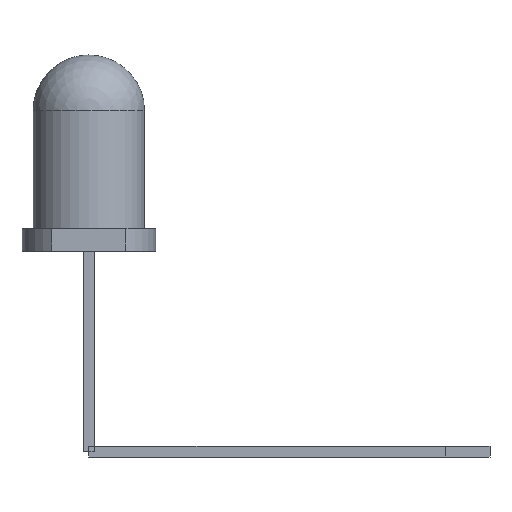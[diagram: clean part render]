
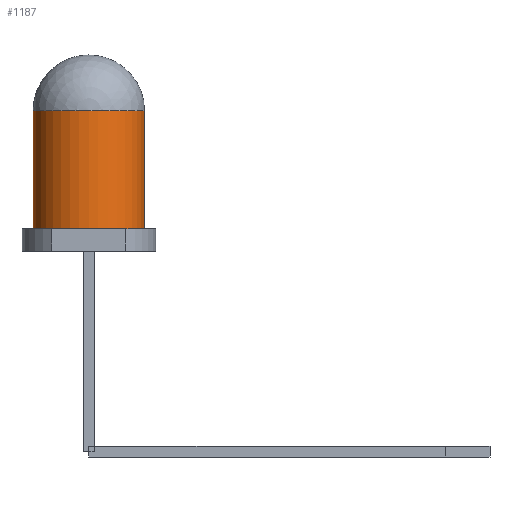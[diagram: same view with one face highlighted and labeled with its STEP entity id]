
A CAD part, left-side view. The second image highlights one B-rep face of the part: STEP entity #1187.
In plain terms, the highlighted cylindrical face has radius 2.5 mm (diameter 5 mm), a partial arc.
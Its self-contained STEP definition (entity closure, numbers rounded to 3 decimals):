
#354 = VERTEX_POINT('',#355);
#355 = CARTESIAN_POINT('',(0.,-2.5,6.3));
#363 = CYLINDRICAL_SURFACE('',#364,2.5);
#364 = AXIS2_PLACEMENT_3D('',#365,#366,#367);
#365 = CARTESIAN_POINT('',(0.,0.,1.));
#366 = DIRECTION('',(0.,0.,-1.));
#367 = DIRECTION('',(0.,1.,0.));
#409 = EDGE_CURVE('',#354,#410,#412,.T.);
#410 = VERTEX_POINT('',#411);
#411 = CARTESIAN_POINT('',(0.,-2.5,1.));
#412 = SURFACE_CURVE('',#413,(#417,#424),.PCURVE_S1.);
#413 = LINE('',#414,#415);
#414 = CARTESIAN_POINT('',(0.,-2.5,1.));
#415 = VECTOR('',#416,1.);
#416 = DIRECTION('',(0.,0.,-1.));
#417 = PCURVE('',#363,#418);
#418 = DEFINITIONAL_REPRESENTATION('',(#419),#423);
#419 = LINE('',#420,#421);
#420 = CARTESIAN_POINT('',(3.142,0.));
#421 = VECTOR('',#422,1.);
#422 = DIRECTION('',(0.,1.));
#423 = ( GEOMETRIC_REPRESENTATION_CONTEXT(2) 
PARAMETRIC_REPRESENTATION_CONTEXT() REPRESENTATION_CONTEXT('2D SPACE',''
  ) );
#424 = PCURVE('',#425,#430);
#425 = CYLINDRICAL_SURFACE('',#426,2.5);
#426 = AXIS2_PLACEMENT_3D('',#427,#428,#429);
#427 = CARTESIAN_POINT('',(0.,0.,1.));
#428 = DIRECTION('',(0.,0.,-1.));
#429 = DIRECTION('',(0.,1.,0.));
#430 = DEFINITIONAL_REPRESENTATION('',(#431),#435);
#431 = LINE('',#432,#433);
#432 = CARTESIAN_POINT('',(3.142,0.));
#433 = VECTOR('',#434,1.);
#434 = DIRECTION('',(0.,1.));
#435 = ( GEOMETRIC_REPRESENTATION_CONTEXT(2) 
PARAMETRIC_REPRESENTATION_CONTEXT() REPRESENTATION_CONTEXT('2D SPACE',''
  ) );
#438 = VERTEX_POINT('',#439);
#439 = CARTESIAN_POINT('',(0.,2.5,1.));
#454 = PLANE('',#455);
#455 = AXIS2_PLACEMENT_3D('',#456,#457,#458);
#456 = CARTESIAN_POINT('',(0.,0.,1.));
#457 = DIRECTION('',(0.,0.,1.));
#458 = DIRECTION('',(1.,0.,0.));
#466 = EDGE_CURVE('',#467,#438,#469,.T.);
#467 = VERTEX_POINT('',#468);
#468 = CARTESIAN_POINT('',(0.,2.5,6.3));
#469 = SURFACE_CURVE('',#470,(#474,#481),.PCURVE_S1.);
#470 = LINE('',#471,#472);
#471 = CARTESIAN_POINT('',(0.,2.5,1.));
#472 = VECTOR('',#473,1.);
#473 = DIRECTION('',(0.,0.,-1.));
#474 = PCURVE('',#363,#475);
#475 = DEFINITIONAL_REPRESENTATION('',(#476),#480);
#476 = LINE('',#477,#478);
#477 = CARTESIAN_POINT('',(0.,0.));
#478 = VECTOR('',#479,1.);
#479 = DIRECTION('',(0.,1.));
#480 = ( GEOMETRIC_REPRESENTATION_CONTEXT(2) 
PARAMETRIC_REPRESENTATION_CONTEXT() REPRESENTATION_CONTEXT('2D SPACE',''
  ) );
#481 = PCURVE('',#425,#482);
#482 = DEFINITIONAL_REPRESENTATION('',(#483),#487);
#483 = LINE('',#484,#485);
#484 = CARTESIAN_POINT('',(6.283,0.));
#485 = VECTOR('',#486,1.);
#486 = DIRECTION('',(0.,1.));
#487 = ( GEOMETRIC_REPRESENTATION_CONTEXT(2) 
PARAMETRIC_REPRESENTATION_CONTEXT() REPRESENTATION_CONTEXT('2D SPACE',''
  ) );
#575 = SPHERICAL_SURFACE('',#576,2.5);
#576 = AXIS2_PLACEMENT_3D('',#577,#578,#579);
#577 = CARTESIAN_POINT('',(0.,0.,6.3));
#578 = DIRECTION('',(1.,0.,0.));
#579 = DIRECTION('',(0.,1.,0.));
#749 = VERTEX_POINT('',#750);
#750 = CARTESIAN_POINT('',(-2.5,0.,1.));
#795 = EDGE_CURVE('',#438,#749,#796,.T.);
#796 = SURFACE_CURVE('',#797,(#802,#809),.PCURVE_S1.);
#797 = CIRCLE('',#798,2.5);
#798 = AXIS2_PLACEMENT_3D('',#799,#800,#801);
#799 = CARTESIAN_POINT('',(0.,0.,1.));
#800 = DIRECTION('',(0.,0.,1.));
#801 = DIRECTION('',(1.,0.,0.));
#802 = PCURVE('',#454,#803);
#803 = DEFINITIONAL_REPRESENTATION('',(#804),#808);
#804 = CIRCLE('',#805,2.5);
#805 = AXIS2_PLACEMENT_2D('',#806,#807);
#806 = CARTESIAN_POINT('',(0.,0.));
#807 = DIRECTION('',(1.,0.));
#808 = ( GEOMETRIC_REPRESENTATION_CONTEXT(2) 
PARAMETRIC_REPRESENTATION_CONTEXT() REPRESENTATION_CONTEXT('2D SPACE',''
  ) );
#809 = PCURVE('',#425,#810);
#810 = DEFINITIONAL_REPRESENTATION('',(#811),#815);
#811 = LINE('',#812,#813);
#812 = CARTESIAN_POINT('',(7.854,0.));
#813 = VECTOR('',#814,1.);
#814 = DIRECTION('',(-1.,0.));
#815 = ( GEOMETRIC_REPRESENTATION_CONTEXT(2) 
PARAMETRIC_REPRESENTATION_CONTEXT() REPRESENTATION_CONTEXT('2D SPACE',''
  ) );
#818 = EDGE_CURVE('',#749,#410,#819,.T.);
#819 = SURFACE_CURVE('',#820,(#825,#832),.PCURVE_S1.);
#820 = CIRCLE('',#821,2.5);
#821 = AXIS2_PLACEMENT_3D('',#822,#823,#824);
#822 = CARTESIAN_POINT('',(0.,0.,1.));
#823 = DIRECTION('',(0.,0.,1.));
#824 = DIRECTION('',(1.,0.,0.));
#825 = PCURVE('',#454,#826);
#826 = DEFINITIONAL_REPRESENTATION('',(#827),#831);
#827 = CIRCLE('',#828,2.5);
#828 = AXIS2_PLACEMENT_2D('',#829,#830);
#829 = CARTESIAN_POINT('',(0.,0.));
#830 = DIRECTION('',(1.,0.));
#831 = ( GEOMETRIC_REPRESENTATION_CONTEXT(2) 
PARAMETRIC_REPRESENTATION_CONTEXT() REPRESENTATION_CONTEXT('2D SPACE',''
  ) );
#832 = PCURVE('',#425,#833);
#833 = DEFINITIONAL_REPRESENTATION('',(#834),#838);
#834 = LINE('',#835,#836);
#835 = CARTESIAN_POINT('',(7.854,0.));
#836 = VECTOR('',#837,1.);
#837 = DIRECTION('',(-1.,0.));
#838 = ( GEOMETRIC_REPRESENTATION_CONTEXT(2) 
PARAMETRIC_REPRESENTATION_CONTEXT() REPRESENTATION_CONTEXT('2D SPACE',''
  ) );
#1098 = EDGE_CURVE('',#1099,#467,#1101,.T.);
#1099 = VERTEX_POINT('',#1100);
#1100 = CARTESIAN_POINT('',(-2.5,0.,6.3));
#1101 = SURFACE_CURVE('',#1102,(#1107,#1136),.PCURVE_S1.);
#1102 = CIRCLE('',#1103,2.5);
#1103 = AXIS2_PLACEMENT_3D('',#1104,#1105,#1106);
#1104 = CARTESIAN_POINT('',(0.,0.,6.3));
#1105 = DIRECTION('',(0.,0.,-1.));
#1106 = DIRECTION('',(0.,1.,0.));
#1107 = PCURVE('',#575,#1108);
#1108 = DEFINITIONAL_REPRESENTATION('',(#1109),#1135);
#1109 = B_SPLINE_CURVE_WITH_KNOTS('',3,(#1110,#1111,#1112,#1113,#1114,
    #1115,#1116,#1117,#1118,#1119,#1120,#1121,#1122,#1123,#1124,#1125,
    #1126,#1127,#1128,#1129,#1130,#1131,#1132,#1133,#1134),
  .UNSPECIFIED.,.F.,.F.,(4,1,1,1,1,1,1,1,1,1,1,1,1,1,1,1,1,1,1,1,1,1,4),
  (4.712,4.784,4.855,4.927,
    4.998,5.069,5.141,5.212,
    5.284,5.355,5.426,5.498,
    5.569,5.641,5.712,5.783,
    5.855,5.926,5.998,6.069,
    6.14,6.212,6.283),.QUASI_UNIFORM_KNOTS.);
#1110 = CARTESIAN_POINT('',(0.,-1.571));
#1111 = CARTESIAN_POINT('',(0.,-1.547));
#1112 = CARTESIAN_POINT('',(0.,-1.499));
#1113 = CARTESIAN_POINT('',(0.,-1.428));
#1114 = CARTESIAN_POINT('',(0.,-1.357));
#1115 = CARTESIAN_POINT('',(0.,-1.285));
#1116 = CARTESIAN_POINT('',(0.,-1.214));
#1117 = CARTESIAN_POINT('',(0.,-1.142));
#1118 = CARTESIAN_POINT('',(0.,-1.071));
#1119 = CARTESIAN_POINT('',(0.,-1.));
#1120 = CARTESIAN_POINT('',(0.,-0.928));
#1121 = CARTESIAN_POINT('',(0.,-0.857));
#1122 = CARTESIAN_POINT('',(0.,-0.785));
#1123 = CARTESIAN_POINT('',(0.,-0.714));
#1124 = CARTESIAN_POINT('',(0.,-0.643));
#1125 = CARTESIAN_POINT('',(0.,-0.571));
#1126 = CARTESIAN_POINT('',(0.,-0.5));
#1127 = CARTESIAN_POINT('',(0.,-0.428));
#1128 = CARTESIAN_POINT('',(0.,-0.357));
#1129 = CARTESIAN_POINT('',(0.,-0.286));
#1130 = CARTESIAN_POINT('',(0.,-0.214));
#1131 = CARTESIAN_POINT('',(0.,-0.143));
#1132 = CARTESIAN_POINT('',(0.,-0.071));
#1133 = CARTESIAN_POINT('',(0.,-0.024));
#1134 = CARTESIAN_POINT('',(0.,0.));
#1135 = ( GEOMETRIC_REPRESENTATION_CONTEXT(2) 
PARAMETRIC_REPRESENTATION_CONTEXT() REPRESENTATION_CONTEXT('2D SPACE',''
  ) );
#1136 = PCURVE('',#425,#1137);
#1137 = DEFINITIONAL_REPRESENTATION('',(#1138),#1142);
#1138 = LINE('',#1139,#1140);
#1139 = CARTESIAN_POINT('',(0.,-5.3));
#1140 = VECTOR('',#1141,1.);
#1141 = DIRECTION('',(1.,0.));
#1142 = ( GEOMETRIC_REPRESENTATION_CONTEXT(2) 
PARAMETRIC_REPRESENTATION_CONTEXT() REPRESENTATION_CONTEXT('2D SPACE',''
  ) );
#1144 = EDGE_CURVE('',#354,#1099,#1145,.T.);
#1145 = SURFACE_CURVE('',#1146,(#1151,#1180),.PCURVE_S1.);
#1146 = CIRCLE('',#1147,2.5);
#1147 = AXIS2_PLACEMENT_3D('',#1148,#1149,#1150);
#1148 = CARTESIAN_POINT('',(0.,0.,6.3));
#1149 = DIRECTION('',(0.,0.,-1.));
#1150 = DIRECTION('',(0.,1.,0.));
#1151 = PCURVE('',#575,#1152);
#1152 = DEFINITIONAL_REPRESENTATION('',(#1153),#1179);
#1153 = B_SPLINE_CURVE_WITH_KNOTS('',3,(#1154,#1155,#1156,#1157,#1158,
    #1159,#1160,#1161,#1162,#1163,#1164,#1165,#1166,#1167,#1168,#1169,
    #1170,#1171,#1172,#1173,#1174,#1175,#1176,#1177,#1178),
  .UNSPECIFIED.,.F.,.F.,(4,1,1,1,1,1,1,1,1,1,1,1,1,1,1,1,1,1,1,1,1,1,4),
  (3.142,3.213,3.284,3.356,
    3.427,3.499,3.57,3.641,
    3.713,3.784,3.856,3.927,
    3.998,4.07,4.141,4.213,
    4.284,4.355,4.427,4.498,
    4.57,4.641,4.712),
  .QUASI_UNIFORM_KNOTS.);
#1154 = CARTESIAN_POINT('',(3.142,0.));
#1155 = CARTESIAN_POINT('',(3.142,-0.024));
#1156 = CARTESIAN_POINT('',(3.142,-0.071));
#1157 = CARTESIAN_POINT('',(3.142,-0.143));
#1158 = CARTESIAN_POINT('',(3.142,-0.214));
#1159 = CARTESIAN_POINT('',(3.142,-0.286));
#1160 = CARTESIAN_POINT('',(3.142,-0.357));
#1161 = CARTESIAN_POINT('',(3.142,-0.428));
#1162 = CARTESIAN_POINT('',(3.142,-0.5));
#1163 = CARTESIAN_POINT('',(3.142,-0.571));
#1164 = CARTESIAN_POINT('',(3.142,-0.643));
#1165 = CARTESIAN_POINT('',(3.142,-0.714));
#1166 = CARTESIAN_POINT('',(3.142,-0.785));
#1167 = CARTESIAN_POINT('',(3.142,-0.857));
#1168 = CARTESIAN_POINT('',(3.142,-0.928));
#1169 = CARTESIAN_POINT('',(3.142,-1.));
#1170 = CARTESIAN_POINT('',(3.142,-1.071));
#1171 = CARTESIAN_POINT('',(3.142,-1.142));
#1172 = CARTESIAN_POINT('',(3.142,-1.214));
#1173 = CARTESIAN_POINT('',(3.142,-1.285));
#1174 = CARTESIAN_POINT('',(3.142,-1.357));
#1175 = CARTESIAN_POINT('',(3.142,-1.428));
#1176 = CARTESIAN_POINT('',(3.142,-1.499));
#1177 = CARTESIAN_POINT('',(3.142,-1.547));
#1178 = CARTESIAN_POINT('',(3.142,-1.571));
#1179 = ( GEOMETRIC_REPRESENTATION_CONTEXT(2) 
PARAMETRIC_REPRESENTATION_CONTEXT() REPRESENTATION_CONTEXT('2D SPACE',''
  ) );
#1180 = PCURVE('',#425,#1181);
#1181 = DEFINITIONAL_REPRESENTATION('',(#1182),#1186);
#1182 = LINE('',#1183,#1184);
#1183 = CARTESIAN_POINT('',(0.,-5.3));
#1184 = VECTOR('',#1185,1.);
#1185 = DIRECTION('',(1.,0.));
#1186 = ( GEOMETRIC_REPRESENTATION_CONTEXT(2) 
PARAMETRIC_REPRESENTATION_CONTEXT() REPRESENTATION_CONTEXT('2D SPACE',''
  ) );
#1187 = ADVANCED_FACE('',(#1188),#425,.T.);
#1188 = FACE_BOUND('',#1189,.T.);
#1189 = EDGE_LOOP('',(#1190,#1191,#1192,#1193,#1194,#1195));
#1190 = ORIENTED_EDGE('',*,*,#409,.F.);
#1191 = ORIENTED_EDGE('',*,*,#1144,.T.);
#1192 = ORIENTED_EDGE('',*,*,#1098,.T.);
#1193 = ORIENTED_EDGE('',*,*,#466,.T.);
#1194 = ORIENTED_EDGE('',*,*,#795,.T.);
#1195 = ORIENTED_EDGE('',*,*,#818,.T.);
